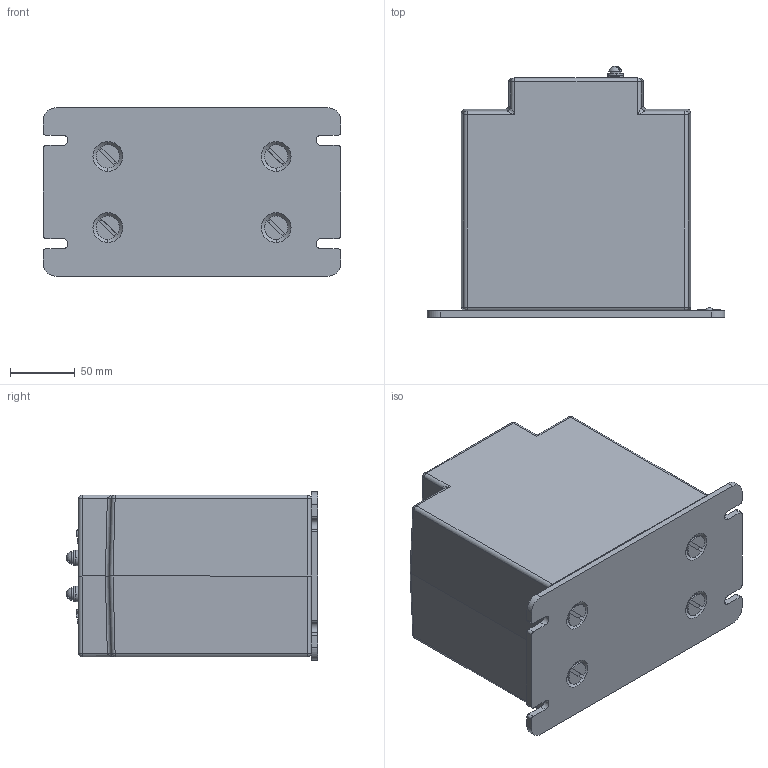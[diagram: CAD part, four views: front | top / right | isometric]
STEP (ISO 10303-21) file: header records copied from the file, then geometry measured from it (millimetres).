
FILE_DESCRIPTION (( 'STEP AP203' ), '1' );
FILE_NAME ('捚秫-2.STEP', '2022-08-01T08:09:51', ( '' ), ( '' ), 'SwSTEP 2.0', 'SolidWorks 2010', '' );
FILE_SCHEMA (( 'CONFIG_CONTROL_DESIGN' ));
Length unit declared in the file: millimetre
Products named in the file (1): 捚秫-2
Bounding box: 230 x 194.12 x 130 mm (x, y, z)
Surface area: 194665.1 mm2 (no closed solid volume)
Topology: 0 solids, 25 shells, 301 faces, 841 edges, 546 vertices
Faces by surface type: plane 123, cylinder 86, cone 60, sphere 24, bspline 4, torus 4
Entity records: 9810 total; most frequent: CARTESIAN_POINT 1972, DIRECTION 1728, ORIENTED_EDGE 1474, EDGE_CURVE 825, AXIS2_PLACEMENT_3D 642, VERTEX_POINT 546, VECTOR 444, LINE 444
